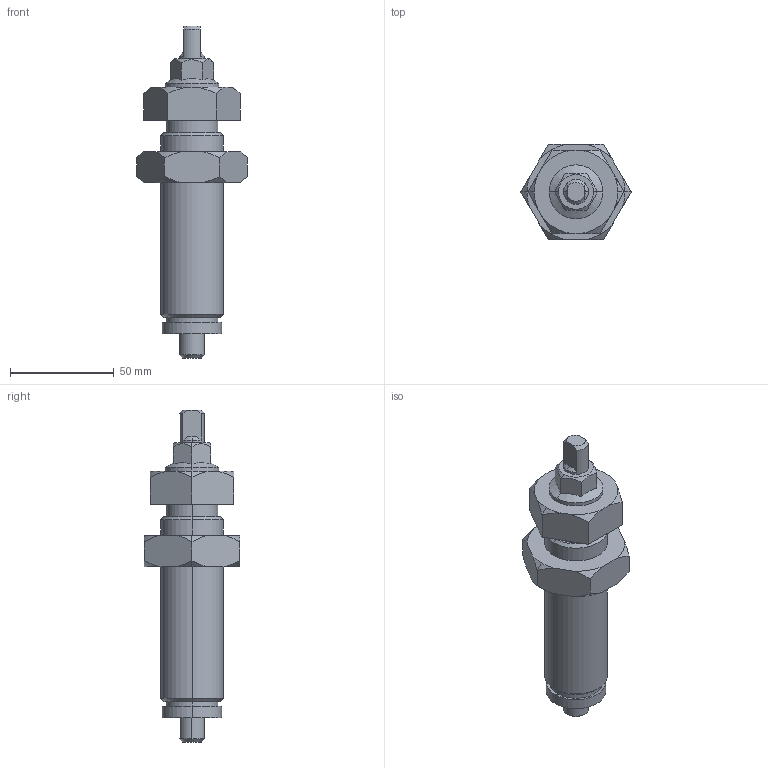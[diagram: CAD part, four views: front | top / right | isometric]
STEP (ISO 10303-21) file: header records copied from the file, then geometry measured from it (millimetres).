
FILE_DESCRIPTION((''),'2;1');
FILE_NAME('3010FA.stp','2000-12-04T11:31:53',(''),(''),'AutoCAD STEP 2000','AutoCAD 2000',', , ');
FILE_SCHEMA(('CONFIG_CONTROL_DESIGN'));
Length unit declared in the file: millimetre
Bounding box: 53.12 x 46 x 160 mm (x, y, z)
Volume: 113841.3 mm3; surface area: 34514.8 mm2
Topology: 5 solids, 7 shells, 124 faces, 300 edges, 192 vertices
Faces by surface type: plane 61, cone 32, cylinder 20, bspline 10, sphere 1
Entity records: 3789 total; most frequent: CARTESIAN_POINT 917, ORIENTED_EDGE 600, DIRECTION 558, EDGE_CURVE 300, AXIS2_PLACEMENT_3D 199, VERTEX_POINT 192, VECTOR 160, LINE 160
